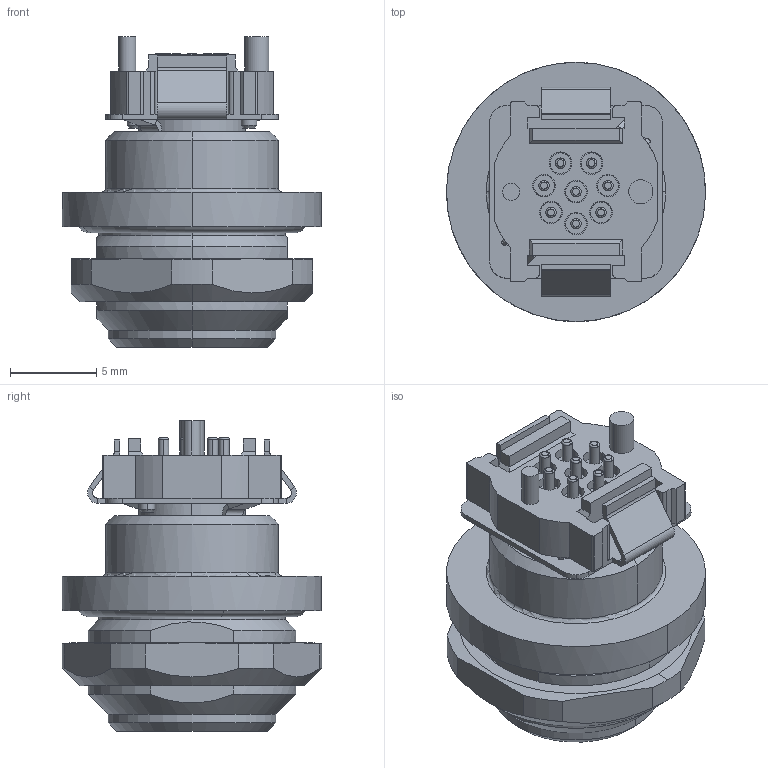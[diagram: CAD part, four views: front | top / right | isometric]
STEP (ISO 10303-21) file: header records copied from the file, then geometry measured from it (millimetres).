
FILE_DESCRIPTION(('CATIA V5R24 STEP','CAx-IF Rec.Pracs.--- Model Styling and Organization---1.2---2011-12-15'),'2;1');
FILE_NAME ('D1461832_0_2422770000_2422770000.stp','2017-05-15T11:39:26+00:00',('none'),('Weidmueller'),'CATIA Version 5-6 Release 2014 SP4 HF52','CATIA V5 STEP AP214','none');
FILE_SCHEMA(('AUTOMOTIVE_DESIGN { 1 0 10303 214 1 1 1 1 }'));
Length unit declared in the file: millimetre
Products named in the file (1): v5-standard_part
Bounding box: 15 x 15 x 18 mm (x, y, z)
Volume: 1573.9 mm3; surface area: 1783.9 mm2
Topology: 1 solids, 2 shells, 445 faces, 1121 edges, 714 vertices
Faces by surface type: plane 197, cylinder 176, cone 40, torus 32
Entity records: 14928 total; most frequent: CARTESIAN_POINT 4073, ORIENTED_EDGE 2242, DIRECTION 1853, EDGE_CURVE 1121, AXIS2_PLACEMENT_3D 829, VERTEX_POINT 714, VECTOR 580, LINE 580
